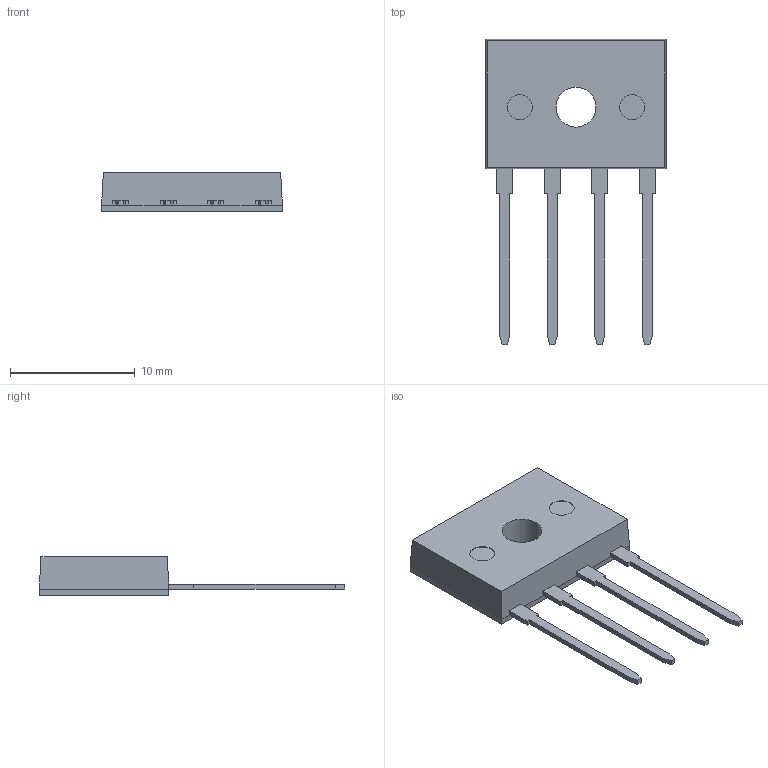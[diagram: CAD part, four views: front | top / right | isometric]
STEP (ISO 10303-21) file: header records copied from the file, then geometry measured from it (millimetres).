
FILE_DESCRIPTION (( 'STEP AP203' ), '1' );
FILE_NAME ('GBP810.STEP', '2021-04-29T03:31:31', ( '' ), ( '' ), 'SwSTEP 2.0', 'SolidWorks 2019', '' );
FILE_SCHEMA (( 'CONFIG_CONTROL_DESIGN' ));
Length unit declared in the file: millimetre
Products named in the file (11): clip2; clip1; lead3; lead4; lead2; solder-N; body; Solder-clip^GBP810; lead1; dice-95; GBP810
Assembly tree (17 placements, depth 2):
  GBP810
    lead4
    lead2
    lead3
    lead1
    dice-95  x4
    solder-N  x4
    clip1  x2
    clip2
    body
    Solder-clip^GBP810
Bounding box: 14.5 x 24.5 x 3.1 mm (x, y, z)
Volume: 452.8 mm3; surface area: 1173.7 mm2
Topology: 23 solids, 23 shells, 646 faces, 1736 edges, 1142 vertices
Faces by surface type: plane 570, cylinder 76
Entity records: 19467 total; most frequent: CARTESIAN_POINT 3230, ORIENTED_EDGE 3172, DIRECTION 2934, EDGE_CURVE 1586, VECTOR 1442, LINE 1442, VERTEX_POINT 1042, AXIS2_PLACEMENT_3D 746
